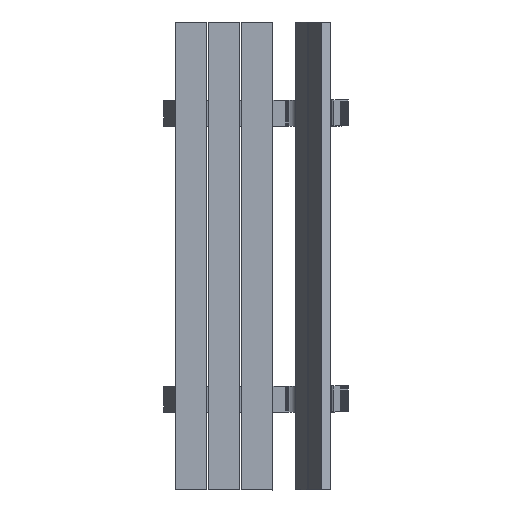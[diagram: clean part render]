
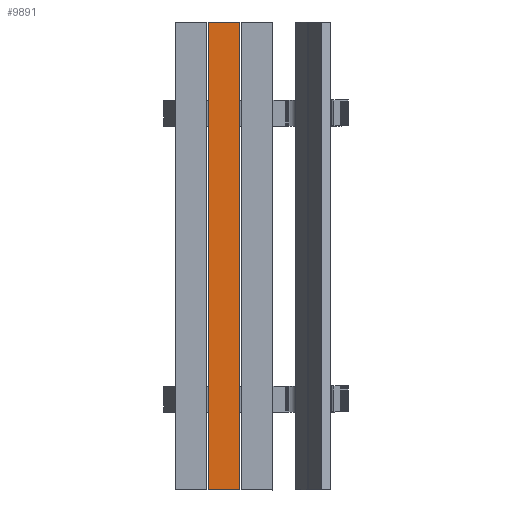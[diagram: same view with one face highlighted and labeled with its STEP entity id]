
A CAD part, top view. The second image highlights one B-rep face of the part: STEP entity #9891.
In plain terms, the highlighted planar face has unit normal (0, 0, 1).
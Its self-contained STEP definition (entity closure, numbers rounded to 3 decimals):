
#39=PLANE('',#10399);
#494=FACE_OUTER_BOUND('',#965,.T.);
#965=EDGE_LOOP('',(#6663,#6664,#6665,#6666));
#1489=LINE('',#13442,#2859);
#1490=LINE('',#13444,#2860);
#1491=LINE('',#13446,#2861);
#1492=LINE('',#13447,#2862);
#2859=VECTOR('',#11016,10.);
#2860=VECTOR('',#11017,10.);
#2861=VECTOR('',#11018,10.);
#2862=VECTOR('',#11019,10.);
#4273=VERTEX_POINT('',#13440);
#4274=VERTEX_POINT('',#13441);
#4275=VERTEX_POINT('',#13443);
#4276=VERTEX_POINT('',#13445);
#5217=EDGE_CURVE('',#4273,#4274,#1489,.T.);
#5218=EDGE_CURVE('',#4274,#4275,#1490,.T.);
#5219=EDGE_CURVE('',#4276,#4275,#1491,.T.);
#5220=EDGE_CURVE('',#4273,#4276,#1492,.T.);
#6663=ORIENTED_EDGE('',*,*,#5217,.T.);
#6664=ORIENTED_EDGE('',*,*,#5218,.T.);
#6665=ORIENTED_EDGE('',*,*,#5219,.F.);
#6666=ORIENTED_EDGE('',*,*,#5220,.F.);
#9891=ADVANCED_FACE('',(#494),#39,.T.);
#10399=AXIS2_PLACEMENT_3D('',#13439,#11014,#11015);
#11014=DIRECTION('center_axis',(0.,0.,
1.));
#11015=DIRECTION('ref_axis',(-1.,0.,0.));
#11016=DIRECTION('',(-1.,0.,0.));
#11017=DIRECTION('',(0.,-1.,0.));
#11018=DIRECTION('',(-1.,0.,0.));
#11019=DIRECTION('',(0.,-1.,0.));
#13439=CARTESIAN_POINT('Origin',(-623.124,51.664,381.99));
#13440=CARTESIAN_POINT('',(-623.124,51.664,381.99));
#13441=CARTESIAN_POINT('',(-743.124,51.664,381.99));
#13442=CARTESIAN_POINT('',(-623.124,51.664,381.99));
#13443=CARTESIAN_POINT('',(-743.127,-1748.336,381.99));
#13444=CARTESIAN_POINT('',(-743.124,51.664,381.99));
#13445=CARTESIAN_POINT('',(-623.127,-1748.336,381.99));
#13446=CARTESIAN_POINT('',(-623.127,-1748.336,381.99));
#13447=CARTESIAN_POINT('',(-623.124,51.664,381.99));
